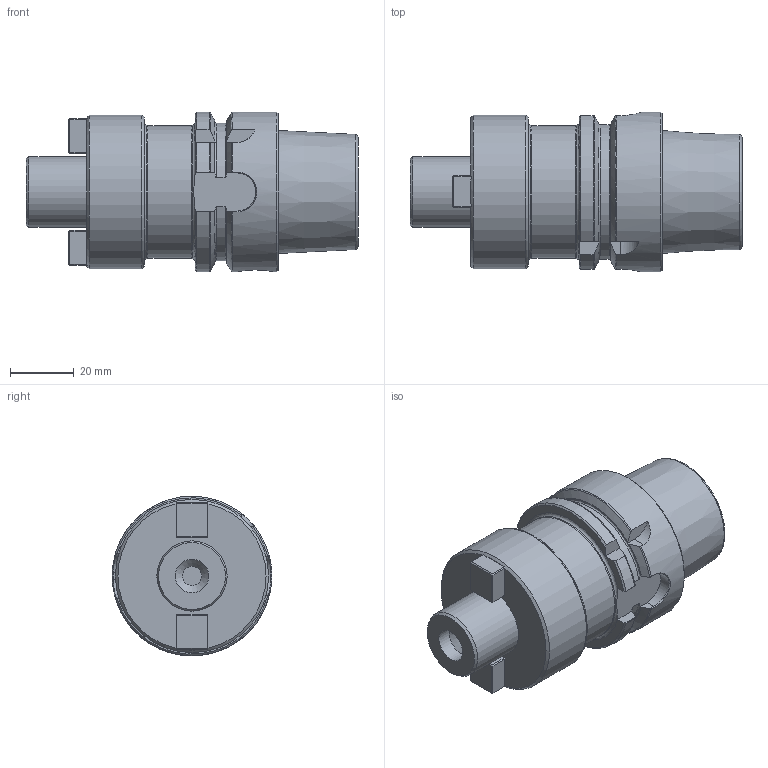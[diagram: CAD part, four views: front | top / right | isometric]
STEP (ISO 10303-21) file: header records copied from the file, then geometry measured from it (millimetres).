
FILE_DESCRIPTION(/* description */ (''),/* implementation_level */ '2;1');
FILE_NAME(/* name */ 'AHSKA50-FM-22-060.stp',/* time_stamp */ '2024-11-22T16:12:27+03:00',/* author */ (''),/* organization */ (''),/* preprocessor_version */ 'ST-DEVELOPER v19.4',/* originating_system */ 'SIEMENS PLM Software NX2306.3001',/* authorisation */ '');
FILE_SCHEMA (('AUTOMOTIVE_DESIGN { 1 0 10303 214 3 1 1 1 }'));
Length unit declared in the file: millimetre
Products named in the file (1): AHSKA50-FM-22-060-light_objects
Bounding box: 104 x 50 x 50 mm (x, y, z)
Volume: 136209.7 mm3; surface area: 18716.7 mm2
Topology: 1 solids, 1 shells, 128 faces, 324 edges, 202 vertices
Faces by surface type: plane 74, cone 19, torus 17, cylinder 15, bspline 3
Full cylindrical faces by diameter (mm): 10 x1, 10.5 x1, 22 x1, 41.6 x1, 48 x1, 50 x1
Entity records: 4094 total; most frequent: CARTESIAN_POINT 1247, ORIENTED_EDGE 586, DIRECTION 534, EDGE_CURVE 293, AXIS2_PLACEMENT_3D 198, VERTEX_POINT 195, EDGE_LOOP 155, LINE 138
